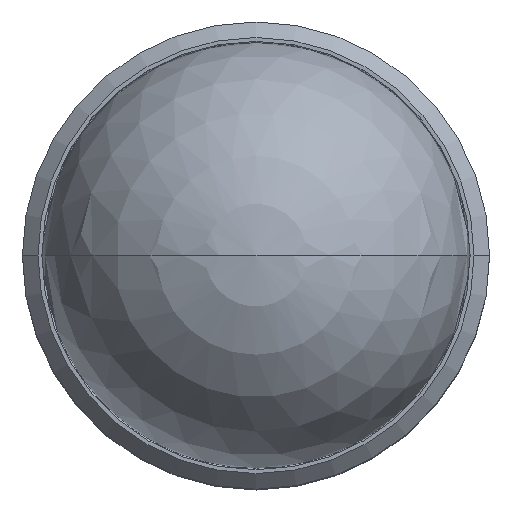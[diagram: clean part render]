
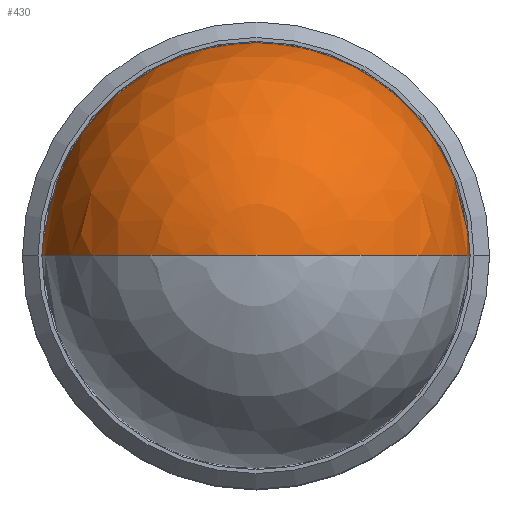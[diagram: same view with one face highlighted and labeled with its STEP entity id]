
A CAD part, top view. The second image highlights one B-rep face of the part: STEP entity #430.
In plain terms, the highlighted spherical face has radius 8.25 mm.
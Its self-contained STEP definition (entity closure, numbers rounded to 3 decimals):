
#350=EDGE_CURVE('',#416,#458,#681,.T.);
#386=EDGE_CURVE('',#458,#416,#720,.T.);
#416=VERTEX_POINT('',#753);
#430=ADVANCED_FACE('',(#769),#770,.T.);
#458=VERTEX_POINT('',#800);
#681=CIRCLE('',#1073,8.25);
#720=CIRCLE('',#1126,8.25);
#753=CARTESIAN_POINT('',(0.,0.,25.7));
#769=FACE_OUTER_BOUND('',#1187,.T.);
#770=SPHERICAL_SURFACE('',#1188,8.25);
#800=CARTESIAN_POINT('',(0.,0.,9.2));
#1073=AXIS2_PLACEMENT_3D('',#1518,#1519,#1520);
#1126=AXIS2_PLACEMENT_3D('',#1556,#1557,#1558);
#1187=EDGE_LOOP('',(#1615,#1616));
#1188=AXIS2_PLACEMENT_3D('',#1617,#1618,#1619);
#1518=CARTESIAN_POINT('',(0.,0.,17.45));
#1519=DIRECTION('',(0.,1.0,0.0));
#1520=DIRECTION('',(0.0,-0.0,-1.0));
#1556=CARTESIAN_POINT('',(0.,0.,17.45));
#1557=DIRECTION('',(0.,1.0,0.0));
#1558=DIRECTION('',(0.0,-0.0,-1.0));
#1615=ORIENTED_EDGE('',*,*,#350,.T.);
#1616=ORIENTED_EDGE('',*,*,#386,.T.);
#1617=CARTESIAN_POINT('',(0.,0.,17.45));
#1618=DIRECTION('',(0.0,0.0,1.0));
#1619=DIRECTION('',(-1.0,0.,0.0));
